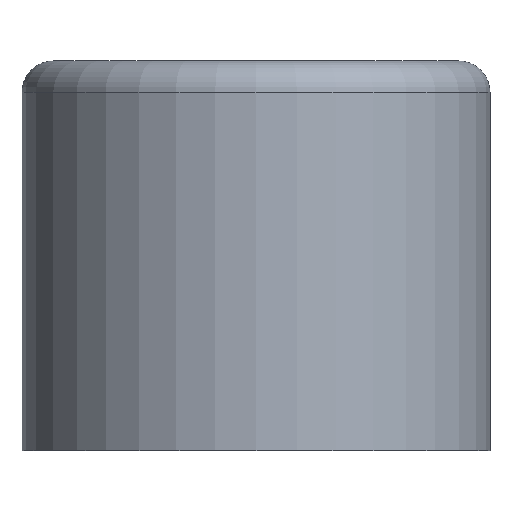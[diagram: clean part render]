
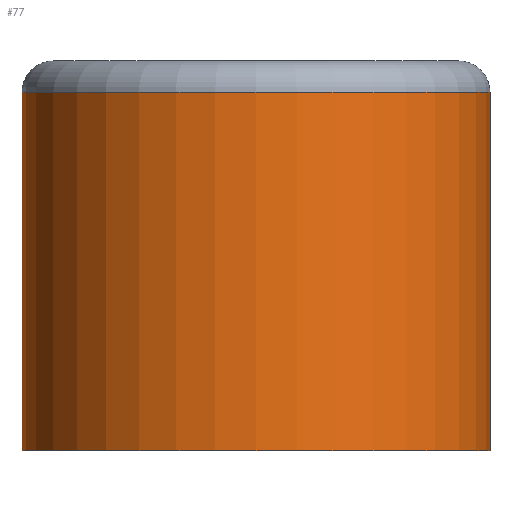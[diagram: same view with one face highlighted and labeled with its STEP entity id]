
A CAD part, front view. The second image highlights one B-rep face of the part: STEP entity #77.
In plain terms, the highlighted cylindrical face has radius 3 mm (diameter 6 mm), a full revolution.
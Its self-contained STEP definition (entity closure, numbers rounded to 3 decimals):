
#27=CARTESIAN_POINT('',(0.,0.,5.));
#28=DIRECTION('',(0.,0.,-1.));
#29=DIRECTION('',(-1.,0.,0.));
#30=AXIS2_PLACEMENT_3D('',#27,#28,#29);
#31=CYLINDRICAL_SURFACE('',#30,3.);
#32=CARTESIAN_POINT('',(-3.,0.,0.));
#33=VERTEX_POINT('',#32);
#34=CARTESIAN_POINT('',(-3.,0.,4.6));
#35=VERTEX_POINT('',#34);
#36=CARTESIAN_POINT('',(-3.,0.,0.));
#37=DIRECTION('',(-0.,-0.,1.));
#38=VECTOR('',#37,4.6);
#39=LINE('',#36,#38);
#40=EDGE_CURVE('',#33,#35,#39,.T.);
#41=ORIENTED_EDGE('',*,*,#40,.T.);
#42=CARTESIAN_POINT('',(3.,-0.,4.6));
#43=VERTEX_POINT('',#42);
#44=CARTESIAN_POINT('',(0.,0.,4.6));
#45=DIRECTION('',(-0.,-0.,-1.));
#46=DIRECTION('',(1.,0.,-0.));
#47=AXIS2_PLACEMENT_3D('',#44,#45,#46);
#48=CIRCLE('',#47,3.);
#49=EDGE_CURVE('',#35,#43,#48,.T.);
#50=ORIENTED_EDGE('',*,*,#49,.T.);
#51=CARTESIAN_POINT('',(0.,0.,4.6));
#52=DIRECTION('',(-0.,-0.,-1.));
#53=DIRECTION('',(1.,0.,-0.));
#54=AXIS2_PLACEMENT_3D('',#51,#52,#53);
#55=CIRCLE('',#54,3.);
#56=EDGE_CURVE('',#43,#35,#55,.T.);
#57=ORIENTED_EDGE('',*,*,#56,.T.);
#58=ORIENTED_EDGE('',*,*,#40,.F.);
#59=CARTESIAN_POINT('',(3.,-0.,0.));
#60=VERTEX_POINT('',#59);
#61=CARTESIAN_POINT('',(0.,0.,0.));
#62=DIRECTION('',(0.,0.,1.));
#63=DIRECTION('',(1.,0.,-0.));
#64=AXIS2_PLACEMENT_3D('',#61,#62,#63);
#65=CIRCLE('',#64,3.);
#66=EDGE_CURVE('',#33,#60,#65,.T.);
#67=ORIENTED_EDGE('',*,*,#66,.T.);
#68=CARTESIAN_POINT('',(0.,0.,0.));
#69=DIRECTION('',(0.,0.,1.));
#70=DIRECTION('',(1.,0.,-0.));
#71=AXIS2_PLACEMENT_3D('',#68,#69,#70);
#72=CIRCLE('',#71,3.);
#73=EDGE_CURVE('',#60,#33,#72,.T.);
#74=ORIENTED_EDGE('',*,*,#73,.T.);
#75=EDGE_LOOP('',(#41,#50,#57,#58,#67,#74));
#76=FACE_BOUND('',#75,.T.);
#77=ADVANCED_FACE('',(#76),#31,.T.);
